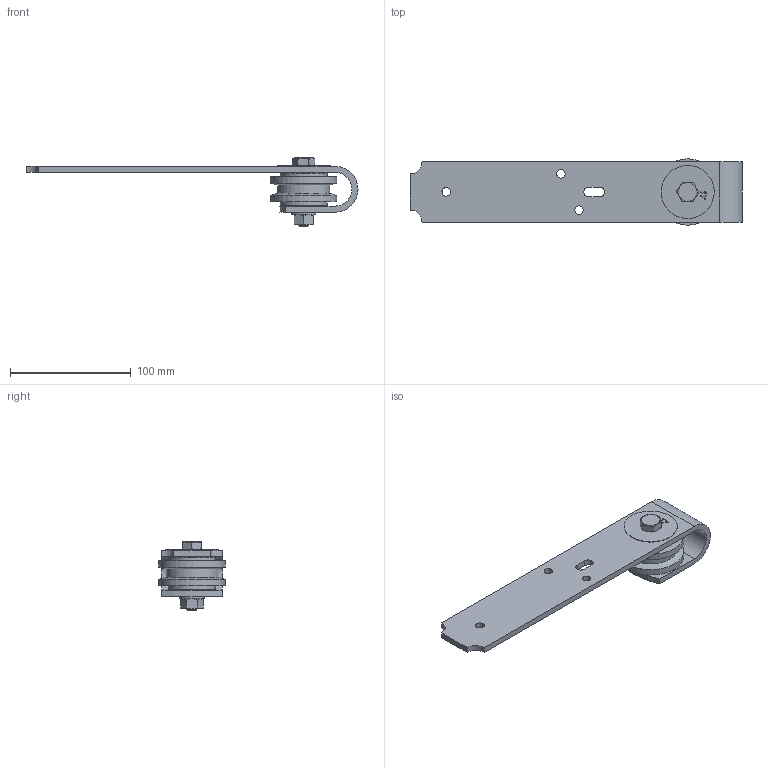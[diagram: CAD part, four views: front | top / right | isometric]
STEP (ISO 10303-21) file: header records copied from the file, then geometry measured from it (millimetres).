
FILE_DESCRIPTION((''),'2;1');
FILE_NAME('17.stp','2007-06-06T14:55:42',('DIDIERR'),(''),'Autodesk Inventor 2008','Autodesk Inventor 2008','');
FILE_SCHEMA(('AUTOMOTIVE_DESIGN { 1 0 10303 214 1 1 1 1 }'));
Length unit declared in the file: millimetre
Products named in the file (10): 17; 15045; 15018; 14947; 14304-1; 15657; 15686; VIS TH M10x50; NF E 25-510 CL 10 x 20; NF EN 24032  (Taraudage usuel) M10
Assembly tree (17 placements, depth 2):
  17
    15045
    15018
    14947
    14304-1
    15657  x9
    15686
    VIS TH M10x50
    NF E 25-510 CL 10 x 20
    NF EN 24032  (Taraudage usuel) M10
Bounding box: 275 x 54.99 x 56.4 mm (x, y, z)
Volume: 131582.6 mm3; surface area: 66898.7 mm2
Topology: 16 solids, 17 shells, 191 faces, 467 edges, 298 vertices
Faces by surface type: plane 89, cylinder 73, cone 19, bspline 10
Full cylindrical faces by diameter (mm): 5 x9, 7 x3, 10.2 x3, 10.4 x1, 10.5 x1, 14 x2, 17.5 x1, 20 x1, 23.8 x1, 24.2 x1, 39 x2, 42.968 x1, 44 x1, 55 x2
Entity records: 13389 total; most frequent: CARTESIAN_POINT 9012, DIRECTION 890, ORIENTED_EDGE 810, EDGE_CURVE 405, AXIS2_PLACEMENT_3D 352, VERTEX_POINT 276, EDGE_LOOP 229, VECTOR 186
